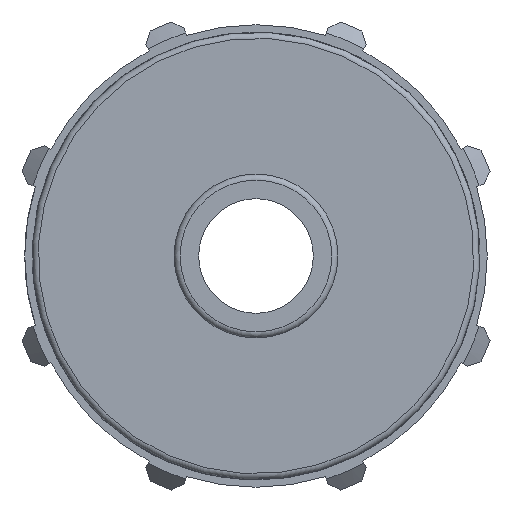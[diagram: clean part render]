
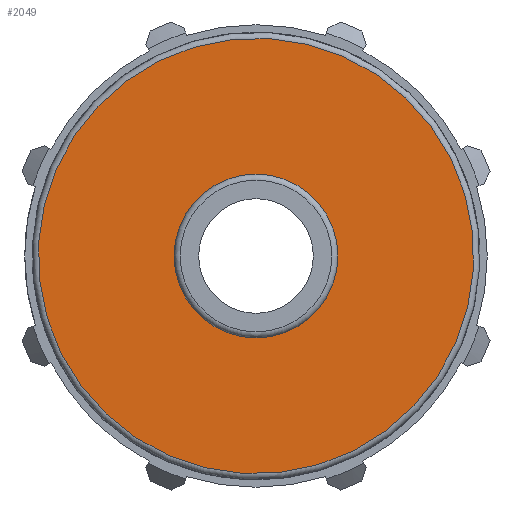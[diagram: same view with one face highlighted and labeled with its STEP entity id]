
A CAD part, left-side view. The second image highlights one B-rep face of the part: STEP entity #2049.
In plain terms, the highlighted planar face has unit normal (-1, 0, 0).
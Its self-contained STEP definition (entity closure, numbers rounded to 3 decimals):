
#436=FACE_BOUND('',#626,.T.);
#481=FACE_OUTER_BOUND('',#625,.T.);
#625=EDGE_LOOP('',(#1469));
#626=EDGE_LOOP('',(#1470));
#745=CIRCLE('',#2168,29.807);
#778=CIRCLE('',#2221,79.25);
#847=VERTEX_POINT('',#3008);
#910=VERTEX_POINT('',#3388);
#1057=EDGE_CURVE('',#847,#847,#745,.T.);
#1138=EDGE_CURVE('',#910,#910,#778,.T.);
#1469=ORIENTED_EDGE('',*,*,#1138,.F.);
#1470=ORIENTED_EDGE('',*,*,#1057,.T.);
#1962=PLANE('',#2222);
#2049=ADVANCED_FACE('',(#481,#436),#1962,.T.);
#2168=AXIS2_PLACEMENT_3D('',#3009,#2420,#2421);
#2221=AXIS2_PLACEMENT_3D('',#3389,#2550,#2551);
#2222=AXIS2_PLACEMENT_3D('',#3390,#2552,#2553);
#2420=DIRECTION('center_axis',(1.,0.,0.));
#2421=DIRECTION('ref_axis',(0.,0.,-1.));
#2550=DIRECTION('center_axis',(1.,0.,0.));
#2551=DIRECTION('ref_axis',(0.,-0.552,0.834));
#2552=DIRECTION('center_axis',(-1.,0.,0.));
#2553=DIRECTION('ref_axis',(0.,0.,1.));
#3008=CARTESIAN_POINT('',(26.,29.807,0.));
#3009=CARTESIAN_POINT('Origin',(26.,0.,0.));
#3388=CARTESIAN_POINT('',(26.,43.724,-66.097));
#3389=CARTESIAN_POINT('Origin',(26.,0.,0.));
#3390=CARTESIAN_POINT('Origin',(26.,81.45,0.));
